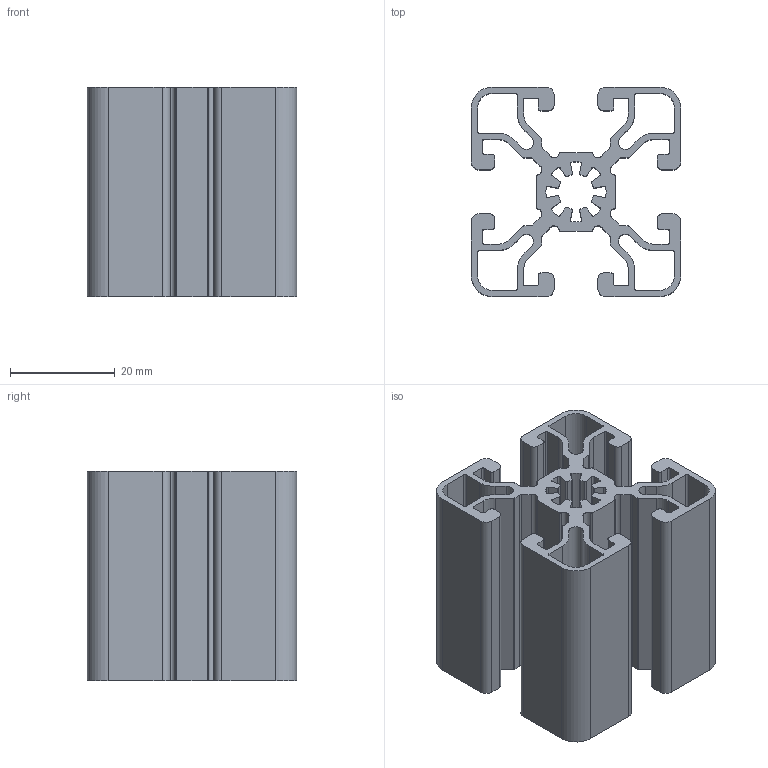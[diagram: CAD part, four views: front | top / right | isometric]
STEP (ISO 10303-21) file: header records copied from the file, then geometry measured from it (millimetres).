
FILE_DESCRIPTION (( 'STEP AP203' ), '1' );
FILE_NAME ('AL-HP8C-40-40-33493.STEP', '2018-05-28T03:44:31', ( '' ), ( '' ), 'SwSTEP 2.0', 'SolidWorks 2018', '' );
FILE_SCHEMA (( 'CONFIG_CONTROL_DESIGN' ));
Length unit declared in the file: millimetre
Products named in the file (1): AL-HP8C-40-40-33493
Bounding box: 40 x 40 x 40 mm (x, y, z)
Volume: 20267.8 mm3; surface area: 23643.8 mm2
Topology: 1 solids, 1 shells, 287 faces, 855 edges, 570 vertices
Faces by surface type: cylinder 169, plane 118
Entity records: 9864 total; most frequent: DIRECTION 1769, CARTESIAN_POINT 1713, ORIENTED_EDGE 1710, EDGE_CURVE 855, AXIS2_PLACEMENT_3D 626, VERTEX_POINT 570, LINE 517, VECTOR 517
